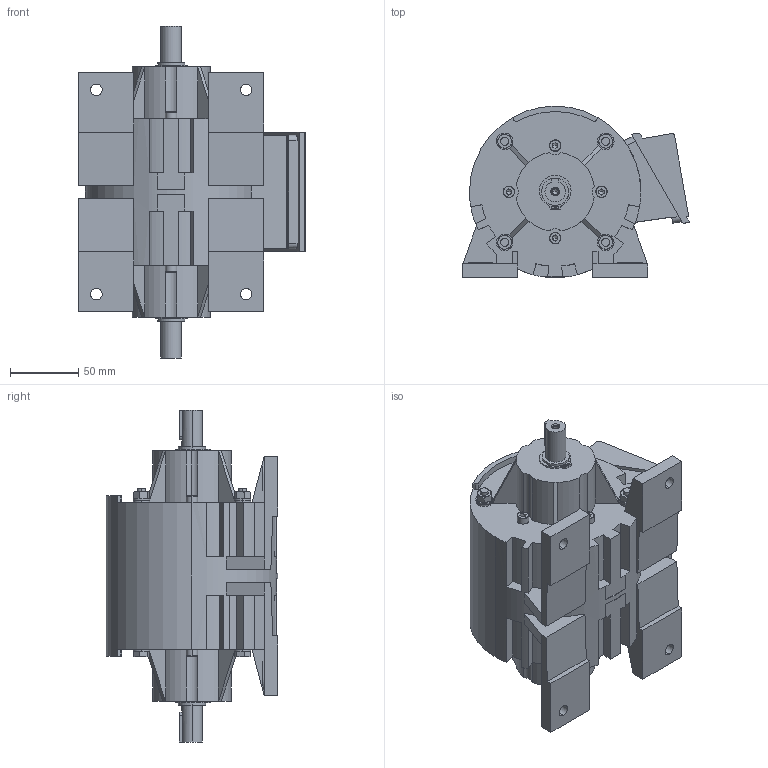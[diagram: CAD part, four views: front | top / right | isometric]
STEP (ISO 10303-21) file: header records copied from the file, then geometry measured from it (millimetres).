
FILE_DESCRIPTION (( 'STEP AP203' ), '1' );
FILE_NAME ('MSU 1.2.STEP', '2018-02-05T01:19:02', ( '新井重治' ), ( '小倉クラッチ' ), 'SwSTEP 2.0', 'SolidWorks 2009', '' );
FILE_SCHEMA (( 'CONFIG_CONTROL_DESIGN' ));
Length unit declared in the file: millimetre
Products named in the file (1): MSU 1.2
Bounding box: 166.57 x 126 x 244 mm (x, y, z)
Volume: 1833756.2 mm3; surface area: 150087.1 mm2
Topology: 1 solids, 1 shells, 661 faces, 1688 edges, 1062 vertices
Faces by surface type: plane 380, cylinder 205, cone 60, bspline 16
Entity records: 20211 total; most frequent: CARTESIAN_POINT 3994, DIRECTION 3438, ORIENTED_EDGE 3336, EDGE_CURVE 1668, AXIS2_PLACEMENT_3D 1220, VERTEX_POINT 1062, LINE 998, VECTOR 998
